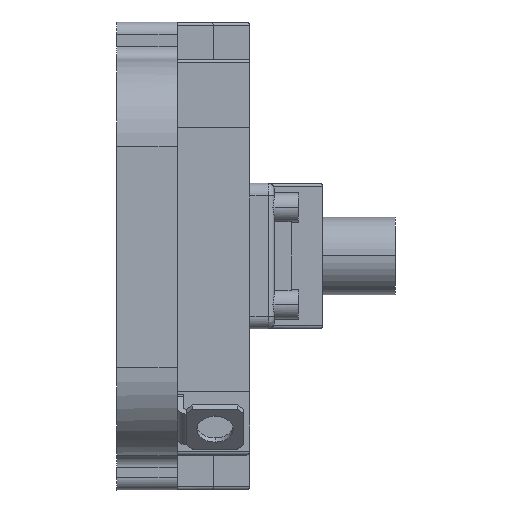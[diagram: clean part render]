
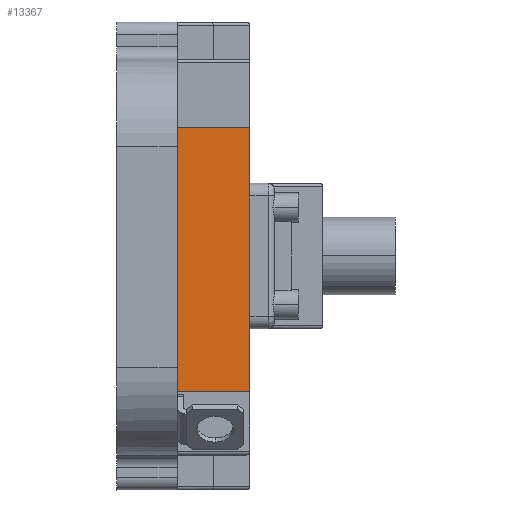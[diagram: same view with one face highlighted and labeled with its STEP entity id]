
A CAD part, left-side view. The second image highlights one B-rep face of the part: STEP entity #13367.
In plain terms, the highlighted planar face has unit normal (-1, 0, 0).
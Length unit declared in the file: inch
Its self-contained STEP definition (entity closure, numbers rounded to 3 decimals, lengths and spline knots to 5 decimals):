
#5311=DIRECTION('',(0.,-1.,0.));
#5312=VECTOR('',#5311,1.5);
#5313=CARTESIAN_POINT('',(-5.0625,0.,2.643));
#5314=LINE('',#5313,#5312);
#5315=DIRECTION('',(0.,0.,-1.));
#5316=VECTOR('',#5315,5.437);
#5317=CARTESIAN_POINT('',(-5.0625,-1.5,2.643));
#5318=LINE('',#5317,#5316);
#5319=DIRECTION('',(0.,0.,1.));
#5320=VECTOR('',#5319,5.437);
#5321=CARTESIAN_POINT('',(-5.0625,0.,-2.794));
#5322=LINE('',#5321,#5320);
#5343=DIRECTION('',(0.,-1.,0.));
#5344=VECTOR('',#5343,1.5);
#5345=CARTESIAN_POINT('',(-5.0625,0.,-2.794));
#5346=LINE('',#5345,#5344);
#5965=CARTESIAN_POINT('',(-5.0625,0.,-2.794));
#5966=CARTESIAN_POINT('',(-5.0625,0.,2.643));
#5967=VERTEX_POINT('',#5965);
#5968=VERTEX_POINT('',#5966);
#6075=CARTESIAN_POINT('',(-5.0625,-1.5,2.643));
#6076=VERTEX_POINT('',#6075);
#6077=CARTESIAN_POINT('',(-5.0625,-1.5,-2.794));
#6078=VERTEX_POINT('',#6077);
#13353=CARTESIAN_POINT('',(-5.0625,-1.5,-4.825));
#13354=DIRECTION('',(-1.,0.,0.));
#13355=DIRECTION('',(0.,1.,0.));
#13356=AXIS2_PLACEMENT_3D('',#13353,#13354,#13355);
#13357=PLANE('',#13356);
#13359=ORIENTED_EDGE('',*,*,#13358,.T.);
#13361=ORIENTED_EDGE('',*,*,#13360,.T.);
#13363=ORIENTED_EDGE('',*,*,#13362,.F.);
#13364=ORIENTED_EDGE('',*,*,#13308,.T.);
#13365=EDGE_LOOP('',(#13359,#13361,#13363,#13364));
#13366=FACE_OUTER_BOUND('',#13365,.F.);
#13367=ADVANCED_FACE('',(#13366),#13357,.T.);
#13308=EDGE_CURVE('',#5967,#5968,#5322,.T.);
#13358=EDGE_CURVE('',#5968,#6076,#5314,.T.);
#13360=EDGE_CURVE('',#6076,#6078,#5318,.T.);
#13362=EDGE_CURVE('',#5967,#6078,#5346,.T.);
